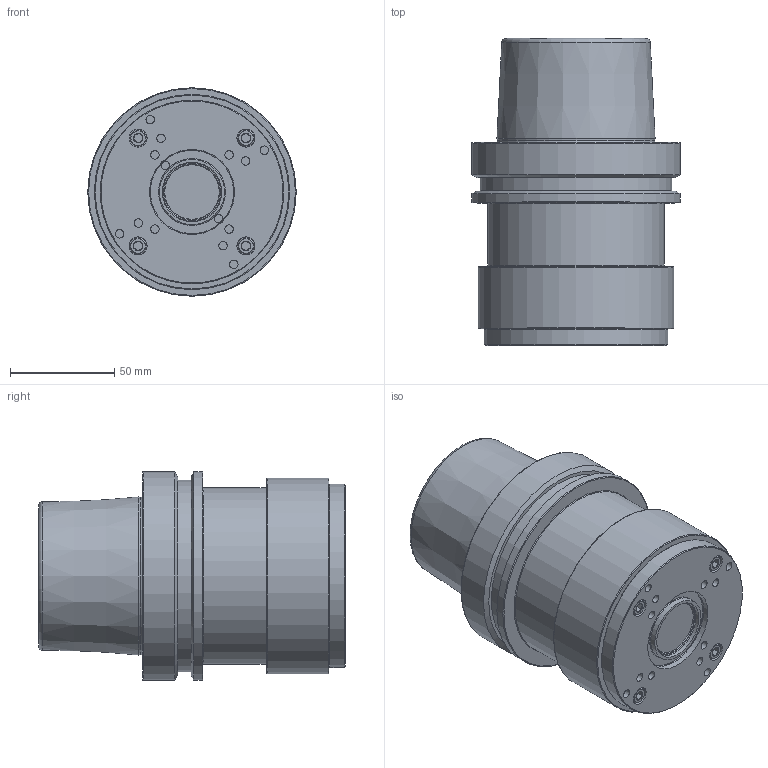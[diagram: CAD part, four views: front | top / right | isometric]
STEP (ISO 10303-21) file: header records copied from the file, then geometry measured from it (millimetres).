
FILE_DESCRIPTION (( 'STEP AP214' ), '1' );
FILE_NAME ('HSK100-SA.STEP', '2015-05-05T23:55:08', ( '' ), ( '' ), 'SwSTEP 2.0', 'SolidWorks 2014', '' );
FILE_SCHEMA (( 'AUTOMOTIVE_DESIGN' ));
Length unit declared in the file: inch
Products named in the file (1): HSK100-SA
Bounding box: 99.93 x 147.19 x 99.93 mm (x, y, z)
Volume: 850911.1 mm3; surface area: 61622.9 mm2
Topology: 1 solids, 1 shells, 150 faces, 281 edges, 167 vertices
Faces by surface type: plane 64, cone 40, cylinder 32, torus 12, bspline 2
Full cylindrical faces by diameter (mm): 4.039 x14, 7.925 x4, 8.738 x4, 28.588 x1, 31.217 x1, 40.767 x1, 75.281 x1, 84.658 x1, 88.113 x1, 91.948 x1, 93.65 x1, 99.929 x2
Entity records: 4020 total; most frequent: CARTESIAN_POINT 793, DIRECTION 602, ORIENTED_EDGE 404, AXIS2_PLACEMENT_3D 277, EDGE_LOOP 242, EDGE_CURVE 202, FACE_OUTER_BOUND 192, ADVANCED_FACE 150
